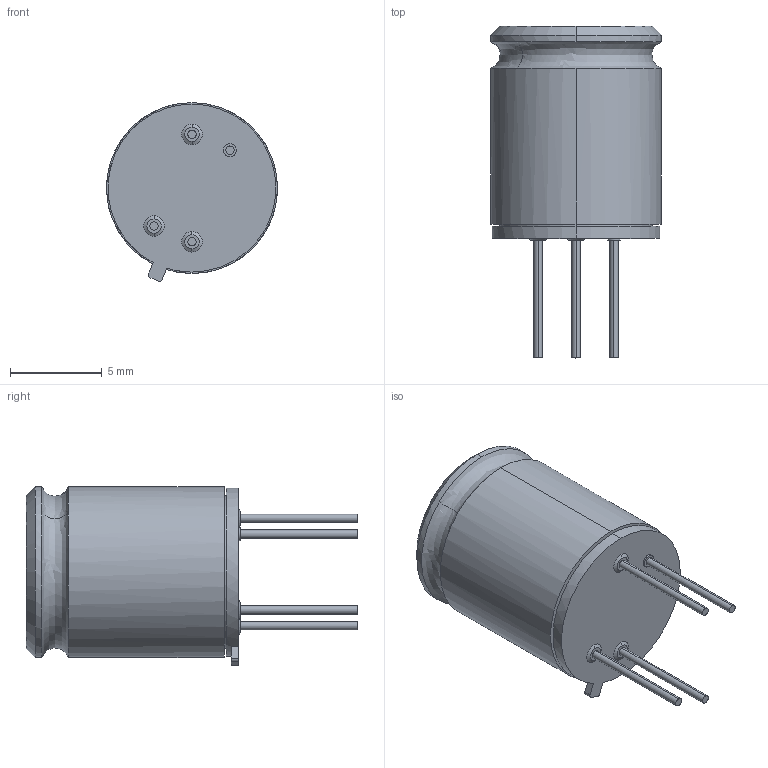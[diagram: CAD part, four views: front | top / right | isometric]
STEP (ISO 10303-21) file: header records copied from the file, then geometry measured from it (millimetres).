
FILE_DESCRIPTION(('CAx-IF Rec.Pracs.---Model Styling and Organization---1.5---2016-08-15','CAx-IF Rec.Pracs.---Geometric and Assembly Validation Properties---4.4---2016-08-17','CAx-IF Rec.Pracs.---User Defined Attributes---1.5---2016-08-15','CAx-IF Rec.Pracs.---External References---2.1---2005-01-19'),'2;1');
FILE_NAME('1326528.step','2025-10-04T17:50:54',('Unspecified'),('Unspecified'),'CAD Exchanger 3.10.2 (cadexchanger.com)','Unspecified','');
FILE_SCHEMA(('AUTOMOTIVE_DESIGN { 1 0 10303 214 1 1 1 1 }'));
Length unit declared in the file: millimetre
Products named in the file (10): MLX90640ESF-BAB-000-SP; TO39_â FOV 55_7; TO39_â FOV 55_6; TO39_â FOV 55_1; TO39_â FOV 55_4; TO39_â FOV 55_3; TO39_â FOV 55_2; TO39_â FOV 55; TO39_â FOV 55_5; TO39_â FOV 55_8
Assembly tree (9 placements, depth 2):
  MLX90640ESF-BAB-000-SP
    TO39_â FOV 55_7
    TO39_â FOV 55_6
    TO39_â FOV 55_1
    TO39_â FOV 55_4
    TO39_â FOV 55_3
    TO39_â FOV 55_2
    TO39_â FOV 55
    TO39_â FOV 55_5
    TO39_â FOV 55_8
Bounding box: 9.3 x 18.05 x 9.73 mm (x, y, z)
Volume: 685.2 mm3; surface area: 849.5 mm2
Topology: 9 solids, 9 shells, 81 faces, 171 edges, 112 vertices
Faces by surface type: cylinder 39, plane 27, cone 10, bspline 5
Entity records: 3065 total; most frequent: CARTESIAN_POINT 1119, DIRECTION 388, ORIENTED_EDGE 342, EDGE_CURVE 171, AXIS2_PLACEMENT_3D 163, VERTEX_POINT 112, FACE_BOUND 91, EDGE_LOOP 91
